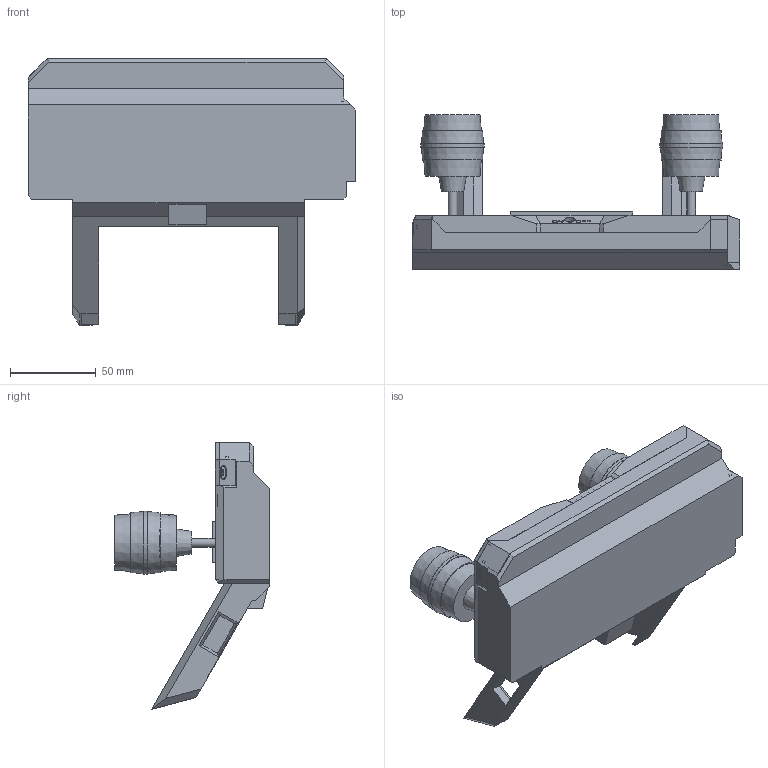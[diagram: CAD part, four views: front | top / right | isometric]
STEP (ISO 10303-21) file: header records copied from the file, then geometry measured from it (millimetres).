
FILE_DESCRIPTION(/* description */ (''),/* implementation_level */ '2;1');
FILE_NAME(/* name */ 'dc54908b-f788-44e2-ad06-7d95f06fad6c.stp',/* time_stamp */ '2021-12-10T13:43:26+00:00',/* author */ (''),/* organization */ (''),/* preprocessor_version */ 'ST-DEVELOPER v18.1',/* originating_system */ 'Autodesk Translation Framework v10.10.0.1391',/* authorisation */ '');
FILE_SCHEMA (('AUTOMOTIVE_DESIGN { 1 0 10303 214 3 1 1 }'));
Products named in the file (30): Controller; 1602A - 16x2 LCD; ARDUINO MICRO; arduino micro board; MICRO_2pin_header__02; MICRO_17pin_header__; micro RESET BUTTON; micro RESET CORE; micro RESET; atmega32U4; micro usb; micro usb shell; micro usb internal; micro usb contact; MICRO_led2; micro_lmv358; micro mf-msmf050-2; MICRO - reg; MH2029-300Y; micro_crystal 3.2 x 2.5; MICRO_220 RESISTOR PACK; MICRO_402 resistor; micro ssot3; micro solid tantalum cap 22u; c0402; CG0603MLC-05E; MICRO_DIODE CD1206-S01575; Controller Faceplate; Controller Back Case; R400B-M4 v7
Assembly tree (60 placements, depth 4):
  Controller
    1602A - 16x2 LCD
    ARDUINO MICRO
      arduino micro board
      MICRO_2pin_header__02  x3
      MICRO_17pin_header__  x2
      micro RESET BUTTON
        micro RESET CORE
        micro RESET
      atmega32U4
      micro usb
        micro usb shell
        micro usb internal
        micro usb contact  x5
      MICRO_led2  x4
      micro_lmv358
      micro mf-msmf050-2
      MICRO - reg
      MICRO_402 resistor  x8
      micro solid tantalum cap 22u  x2
      MH2029-300Y
      micro_crystal 3.2 x 2.5
      c0402  x11
      MICRO_220 RESISTOR PACK
      micro ssot3  x2
      CG0603MLC-05E  x2
      MICRO_DIODE CD1206-S01575
    Controller Faceplate
    Controller Back Case
    R400B-M4 v7  x2
Bounding box: 191 x 90.3 x 155.62 mm (x, y, z)
Volume: 324175.6 mm3; surface area: 150309.9 mm2
Topology: 97 solids, 97 shells, 6608 faces, 17022 edges, 10814 vertices
Faces by surface type: plane 4156, cylinder 1342, bspline 902, torus 148, sphere 32, cone 28
Full cylindrical faces by diameter (mm): 0.3 x1, 0.45 x2, 0.5 x5, 0.9 x34, 1 x18, 1.2 x4, 1.27 x16, 2 x16, 3 x18, 3.048 x4, 3.2 x1, 3.5 x4, 4 x6, 4.5 x3, 5 x6, 6 x5, 17 x4, 19 x2, 36.833 x2
Entity records: 149422 total; most frequent: CARTESIAN_POINT 40468, ORIENTED_EDGE 22798, DIRECTION 20342, EDGE_CURVE 11399, LINE 8378, VECTOR 8378, VERTEX_POINT 7351, AXIS2_PLACEMENT_3D 5982
